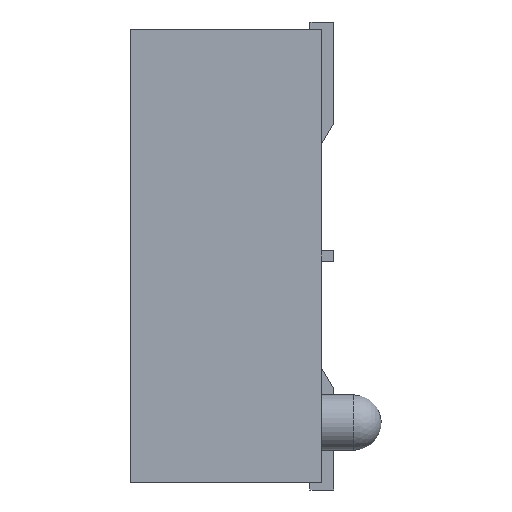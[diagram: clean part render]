
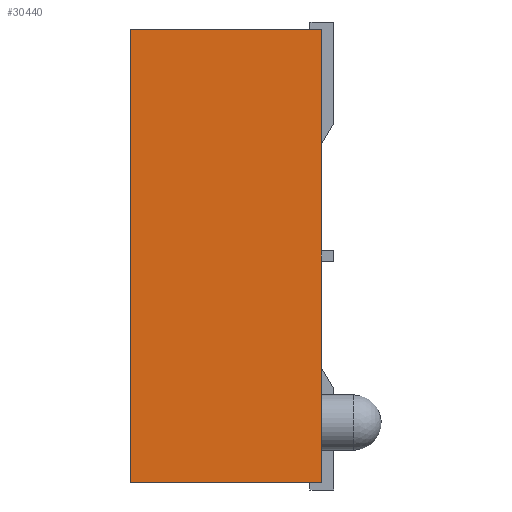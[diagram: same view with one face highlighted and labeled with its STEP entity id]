
A CAD part, left-side view. The second image highlights one B-rep face of the part: STEP entity #30440.
In plain terms, the highlighted planar face has unit normal (-1, 0, 0).
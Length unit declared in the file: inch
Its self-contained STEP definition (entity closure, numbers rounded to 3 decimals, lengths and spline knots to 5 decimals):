
#508=LINE('',#43162,#4446);
#628=LINE('',#43383,#4566);
#634=LINE('',#43394,#4572);
#639=LINE('',#43401,#4577);
#4446=VECTOR('',#34491,39.37008);
#4566=VECTOR('',#34615,39.37008);
#4572=VECTOR('',#34623,39.37008);
#4577=VECTOR('',#34632,39.37008);
#8544=ORIENTED_EDGE('',*,*,#17742,.T.);
#8545=ORIENTED_EDGE('',*,*,#17873,.F.);
#8546=ORIENTED_EDGE('',*,*,#17862,.F.);
#8547=ORIENTED_EDGE('',*,*,#17868,.T.);
#17742=EDGE_CURVE('',#22421,#22420,#508,.T.);
#17862=EDGE_CURVE('',#22519,#22520,#628,.T.);
#17868=EDGE_CURVE('',#22519,#22421,#634,.T.);
#17873=EDGE_CURVE('',#22520,#22420,#639,.T.);
#22420=VERTEX_POINT('',#43161);
#22421=VERTEX_POINT('',#43163);
#22519=VERTEX_POINT('',#43382);
#22520=VERTEX_POINT('',#43384);
#26114=EDGE_LOOP('',(#8544,#8545,#8546,#8547));
#27658=FACE_BOUND('',#26114,.T.);
#29199=PLANE('',#32040);
#30440=ADVANCED_FACE('',(#27658),#29199,.F.);
#32040=AXIS2_PLACEMENT_3D('',#43400,#34630,#34631);
#34491=DIRECTION('',(0.,0.,1.));
#34615=DIRECTION('',(0.,0.,1.));
#34623=DIRECTION('',(0.,-1.,0.));
#34630=DIRECTION('',(1.,0.,0.));
#34631=DIRECTION('',(0.,0.,-1.));
#34632=DIRECTION('',(0.,-1.,0.));
#43161=CARTESIAN_POINT('',(-0.419,0.,0.1425));
#43162=CARTESIAN_POINT('',(-0.419,0.,-0.1425));
#43163=CARTESIAN_POINT('',(-0.419,0.,-0.1425));
#43382=CARTESIAN_POINT('',(-0.419,0.12,-0.1425));
#43383=CARTESIAN_POINT('',(-0.419,0.12,-0.1425));
#43384=CARTESIAN_POINT('',(-0.419,0.12,0.1425));
#43394=CARTESIAN_POINT('',(-0.419,0.12,-0.1425));
#43400=CARTESIAN_POINT('',(-0.419,0.12,-0.1425));
#43401=CARTESIAN_POINT('',(-0.419,0.12,0.1425));
